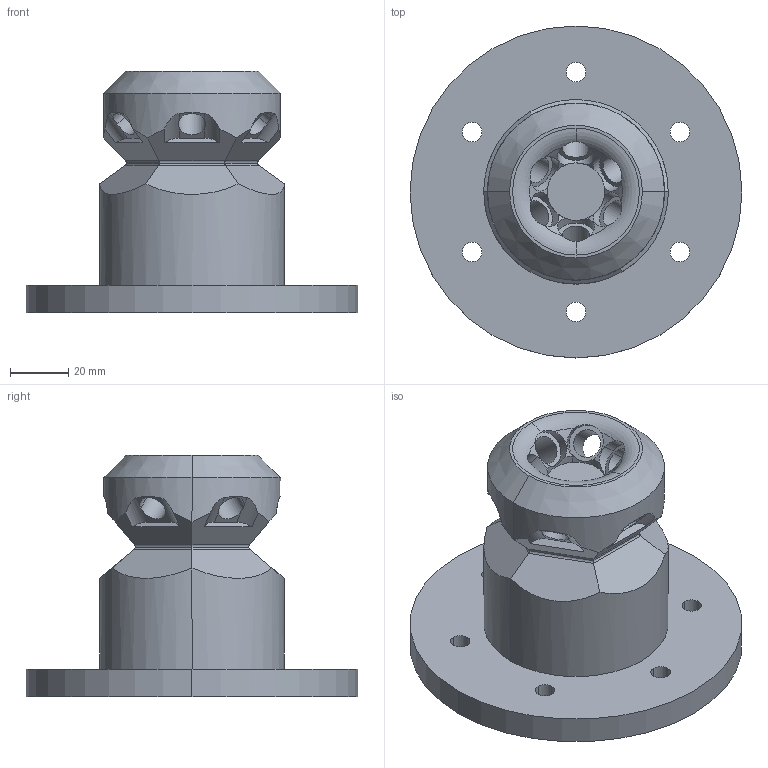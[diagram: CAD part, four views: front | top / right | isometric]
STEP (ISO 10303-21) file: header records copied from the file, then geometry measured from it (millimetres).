
FILE_DESCRIPTION (( 'STEP AP214' ), '1' );
FILE_NAME ('Pump Manifold v2 (5-axis).STEP', '2021-04-23T13:56:38', ( '' ), ( '' ), 'SwSTEP 2.0', 'SolidWorks 2020', '' );
FILE_SCHEMA (( 'AUTOMOTIVE_DESIGN' ));
Length unit declared in the file: inch
Products named in the file (1): Pump Manifold v2 (5-axis)
Bounding box: 114.3 x 114.3 x 83.19 mm (x, y, z)
Volume: 276811 mm3; surface area: 42253.3 mm2
Topology: 1 solids, 1 shells, 118 faces, 334 edges, 214 vertices
Faces by surface type: cylinder 68, plane 40, cone 8, torus 2
Entity records: 5245 total; most frequent: CARTESIAN_POINT 2270, ORIENTED_EDGE 668, DIRECTION 562, EDGE_CURVE 334, AXIS2_PLACEMENT_3D 219, VERTEX_POINT 214, EDGE_LOOP 138, VECTOR 124
